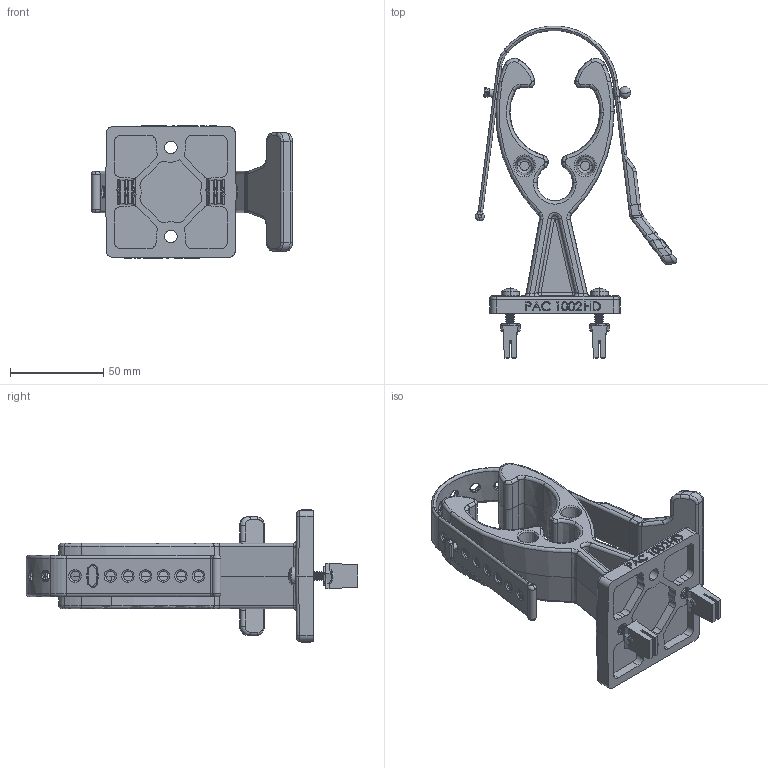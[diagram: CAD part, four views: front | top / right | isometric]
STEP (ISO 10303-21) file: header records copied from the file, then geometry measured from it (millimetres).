
FILE_DESCRIPTION (( 'STEP AP203' ), '1' );
FILE_NAME ('1002HD.STEP', '2018-01-02T14:07:47', ( 'admin' ), ( 'Hewlett-Packard Company' ), 'SwSTEP 2.0', 'SolidWorks 2017', '' );
FILE_SCHEMA (( 'CONFIG_CONTROL_DESIGN' ));
Length unit declared in the file: inch
Products named in the file (9): PM STUD; 1002HDp; 4016 (1002HD)_YELLOW; 2046; 2049LN_#10; 7016; 7028; 1002HD; PM_1002P
Assembly tree (11 placements, depth 3):
  1002HD
    1002HDp
      PM_1002P
      PM STUD
    4016 (1002HD)_YELLOW
    7028
      2046  x2
      2049LN_#10  x2
      7016  x2
Bounding box: 107.72 x 177.6 x 70.64 mm (x, y, z)
Volume: 151061.1 mm3; surface area: 62114.5 mm2
Topology: 14 solids, 14 shells, 1373 faces, 3332 edges, 2031 vertices
Faces by surface type: plane 402, cone 282, cylinder 265, bspline 226, torus 196, sphere 2
Entity records: 48083 total; most frequent: CARTESIAN_POINT 21096, ORIENTED_EDGE 5630, DIRECTION 5145, EDGE_CURVE 2815, AXIS2_PLACEMENT_3D 1947, VERTEX_POINT 1729, EDGE_LOOP 1252, LINE 1251
